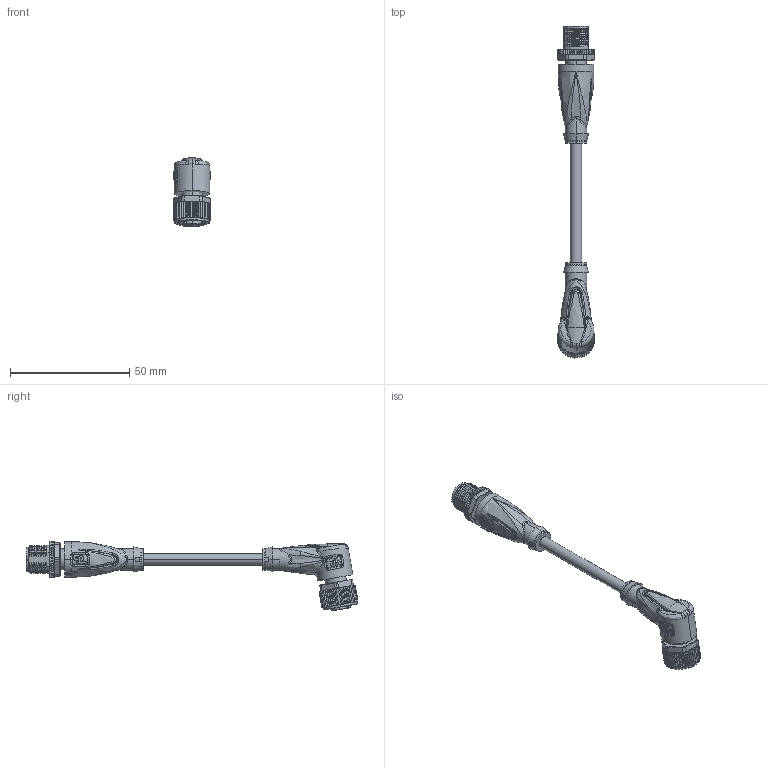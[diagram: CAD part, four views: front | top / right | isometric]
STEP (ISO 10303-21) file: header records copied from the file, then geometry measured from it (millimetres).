
FILE_DESCRIPTION(('STEP AP214'),'1');
FILE_NAME('cctmp_ED107C21-F09D-4601-94CE-4C7F0C3D4C82_2022_04_27_10_44_19_0441..stp','2022-04-27T08:44:30',('KiM GmbH'),('CADClick - www.CADClick.com'),'Spatial InterOp 3D postprocessed',' ','unknown authorization');
FILE_SCHEMA(('AUTOMOTIVE_DESIGN'));
Length unit declared in the file: millimetre
Products named in the file (9): Connection2; Connection2_2; Connection2_1; T191389_1; Cable; Connection1; Connection1_2; Connection1_1; T191389
Assembly tree (8 placements, depth 4):
  T191389
    T191389_1
      Connection2
        Connection2_2
        Connection2_1
      Cable
      Connection1
        Connection1_2
        Connection1_1
Bounding box: 15.4 x 138.96 x 29.23 mm (x, y, z)
Volume: 12397.9 mm3; surface area: 9124.6 mm2
Topology: 7 solids, 29 shells, 2231 faces, 5803 edges, 3660 vertices
Faces by surface type: plane 978, cylinder 492, torus 323, bspline 290, cone 134, sphere 10, extrusion 4
Entity records: 106560 total; most frequent: CARTESIAN_POINT 47058, ORIENTED_EDGE 11514, DIRECTION 10276, EDGE_CURVE 5779, AXIS2_PLACEMENT_3D 3709, VERTEX_POINT 3660, VECTOR 2858, LINE 2854
